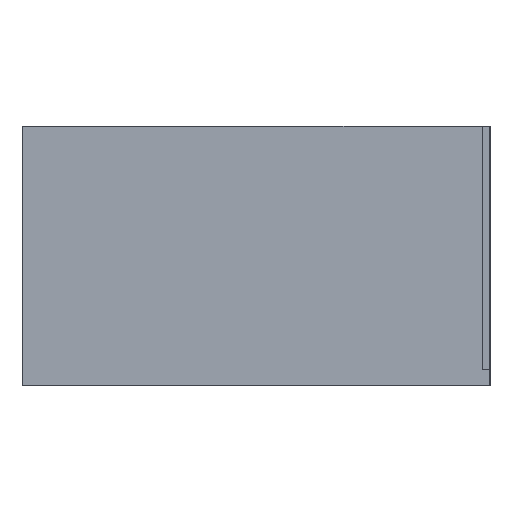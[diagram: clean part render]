
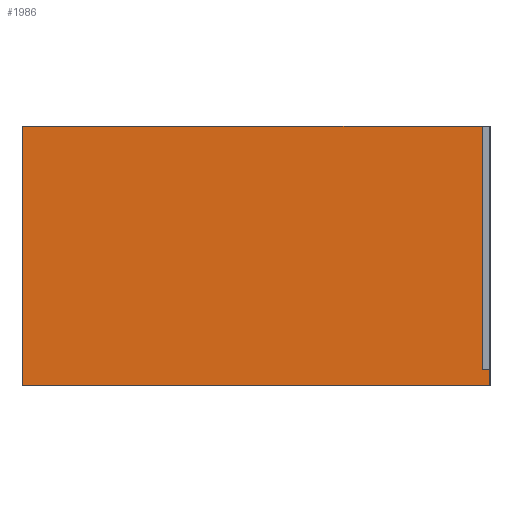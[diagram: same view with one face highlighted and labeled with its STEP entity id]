
A CAD part, left-side view. The second image highlights one B-rep face of the part: STEP entity #1986.
In plain terms, the highlighted planar face has unit normal (-1, 0, 0).
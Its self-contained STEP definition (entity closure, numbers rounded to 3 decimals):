
#162=FACE_OUTER_BOUND('',#297,.T.);
#297=EDGE_LOOP('',(#1730,#1731,#1732,#1733,#1734,#1735));
#532=LINE('',#3095,#783);
#539=LINE('',#3122,#790);
#544=LINE('',#3132,#795);
#545=LINE('',#3134,#796);
#546=LINE('',#3136,#797);
#547=LINE('',#3137,#798);
#783=VECTOR('',#2538,36.25);
#790=VECTOR('',#2569,1.1);
#795=VECTOR('',#2578,34.);
#796=VECTOR('',#2581,64.15);
#797=VECTOR('',#2582,65.25);
#798=VECTOR('',#2583,2.25);
#967=VERTEX_POINT('',#3093);
#968=VERTEX_POINT('',#3094);
#973=VERTEX_POINT('',#3115);
#976=VERTEX_POINT('',#3120);
#979=VERTEX_POINT('',#3130);
#980=VERTEX_POINT('',#3135);
#1220=EDGE_CURVE('',#967,#968,#532,.T.);
#1229=EDGE_CURVE('',#973,#976,#539,.T.);
#1234=EDGE_CURVE('',#976,#979,#544,.T.);
#1235=EDGE_CURVE('',#968,#979,#545,.T.);
#1236=EDGE_CURVE('',#980,#967,#546,.T.);
#1237=EDGE_CURVE('',#973,#980,#547,.T.);
#1730=ORIENTED_EDGE('',*,*,#1229,.T.);
#1731=ORIENTED_EDGE('',*,*,#1234,.T.);
#1732=ORIENTED_EDGE('',*,*,#1235,.F.);
#1733=ORIENTED_EDGE('',*,*,#1220,.F.);
#1734=ORIENTED_EDGE('',*,*,#1236,.F.);
#1735=ORIENTED_EDGE('',*,*,#1237,.F.);
#1876=PLANE('',#2109);
#1986=ADVANCED_FACE('',(#162),#1876,.T.);
#2109=AXIS2_PLACEMENT_3D('',#3133,#2579,#2580);
#2538=DIRECTION('',(0.,0.,1.));
#2569=DIRECTION('',(0.,1.,0.));
#2578=DIRECTION('',(0.,0.,1.));
#2579=DIRECTION('center_axis',(-1.,0.,0.));
#2580=DIRECTION('ref_axis',(0.,-1.,0.));
#2581=DIRECTION('',(0.,-1.,0.));
#2582=DIRECTION('',(0.,1.,0.));
#2583=DIRECTION('',(0.,0.,-1.));
#3093=CARTESIAN_POINT('',(-56.35,32.625,-18.125));
#3094=CARTESIAN_POINT('',(-56.35,32.625,18.125));
#3095=CARTESIAN_POINT('',(-56.35,32.625,0.));
#3115=CARTESIAN_POINT('',(-56.35,-32.625,-15.875));
#3120=CARTESIAN_POINT('',(-56.35,-31.525,-15.875));
#3122=CARTESIAN_POINT('',(-56.35,0.,-15.875));
#3130=CARTESIAN_POINT('',(-56.35,-31.525,18.125));
#3132=CARTESIAN_POINT('',(-56.35,-31.525,0.562));
#3133=CARTESIAN_POINT('Origin',(-56.35,32.625,0.));
#3134=CARTESIAN_POINT('',(-56.35,32.625,18.125));
#3135=CARTESIAN_POINT('',(-56.35,-32.625,-18.125));
#3136=CARTESIAN_POINT('',(-56.35,32.625,-18.125));
#3137=CARTESIAN_POINT('',(-56.35,-32.625,0.));
